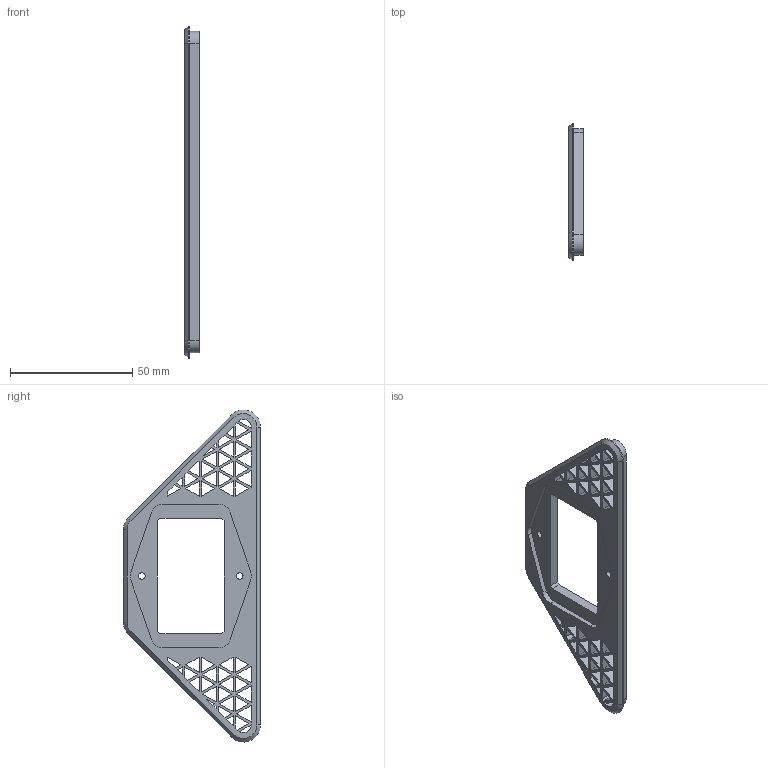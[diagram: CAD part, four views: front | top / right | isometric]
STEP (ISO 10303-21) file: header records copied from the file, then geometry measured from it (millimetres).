
FILE_DESCRIPTION(/* description */ ('CAx-IF Rec.Pracs.---Representation and Presentation of Product Manufacturing Information (PMI)---4.0---2014-10-13','CAx-IF Rec.Pracs.---3D Tessellated Geometry---0.4---2014-09-14','2;1'),/* implementation_level */ '2;1');
FILE_NAME(/* name */ 'V07-04-08(B) - Electronics box side grill',/* time_stamp */ '2022-03-25T17:22:09+03:00',/* author */ (''),/* organization */ (''),/* preprocessor_version */ 'ST-DEVELOPER v16.7',/* originating_system */ 'SIEMENS PLM Software NX 1911',/* authorisation */ $);
FILE_SCHEMA (('AP242_MANAGED_MODEL_BASED_3D_ENGINEERING_MIM_LF { 1 0 10303 442 1 1 4 }'));
Length unit declared in the file: millimetre
Products named in the file (1): V07-04-08(B) - Electronics box side grill
Bounding box: 6 x 56 x 135.65 mm (x, y, z)
Volume: 15266.3 mm3; surface area: 14654.2 mm2
Topology: 1 solids, 1 shells, 214 faces, 622 edges, 412 vertices
Faces by surface type: plane 192, cylinder 18, cone 4
Full cylindrical faces by diameter (mm): 2.7 x2
Entity records: 7184 total; most frequent: CARTESIAN_POINT 1249, ORIENTED_EDGE 1244, DIRECTION 1092, EDGE_CURVE 622, LINE 582, VECTOR 582, VERTEX_POINT 412, EDGE_LOOP 326
